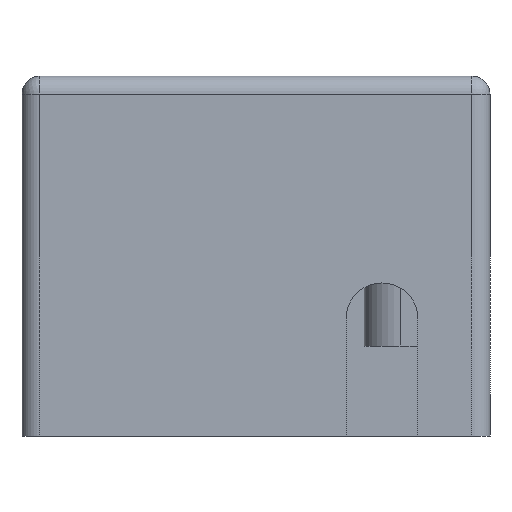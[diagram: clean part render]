
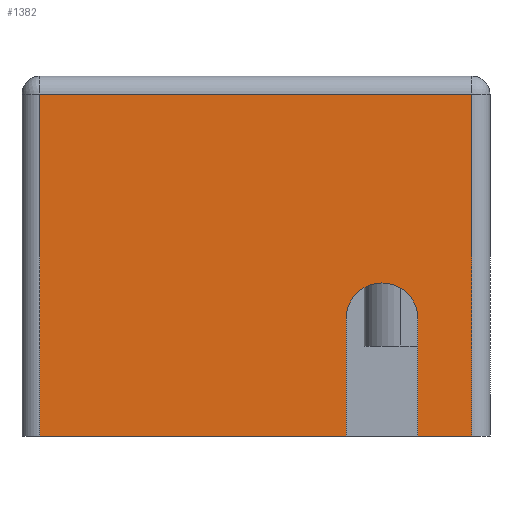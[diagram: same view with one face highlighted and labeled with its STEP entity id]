
A CAD part, left-side view. The second image highlights one B-rep face of the part: STEP entity #1382.
In plain terms, the highlighted planar face has unit normal (-1, 0, 0).
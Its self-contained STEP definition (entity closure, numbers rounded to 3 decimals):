
#43=CIRCLE('',#1464,2.);
#157=FACE_OUTER_BOUND('',#240,.T.);
#240=EDGE_LOOP('',(#1062,#1063,#1064,#1065,#1066,#1067,#1068,#1069));
#320=LINE('',#2050,#459);
#328=LINE('',#2074,#467);
#330=LINE('',#2078,#469);
#350=LINE('',#2145,#489);
#364=LINE('',#2200,#503);
#365=LINE('',#2203,#504);
#367=LINE('',#2209,#506);
#459=VECTOR('',#1624,10.);
#467=VECTOR('',#1646,10.);
#469=VECTOR('',#1650,10.);
#489=VECTOR('',#1710,10.);
#503=VECTOR('',#1764,10.);
#504=VECTOR('',#1767,10.);
#506=VECTOR('',#1777,10.);
#596=VERTEX_POINT('',#2047);
#597=VERTEX_POINT('',#2049);
#603=VERTEX_POINT('',#2065);
#604=VERTEX_POINT('',#2066);
#607=VERTEX_POINT('',#2077);
#634=VERTEX_POINT('',#2143);
#655=VERTEX_POINT('',#2196);
#656=VERTEX_POINT('',#2202);
#731=EDGE_CURVE('',#597,#596,#320,.T.);
#739=EDGE_CURVE('',#603,#604,#43,.T.);
#743=EDGE_CURVE('',#596,#603,#328,.T.);
#745=EDGE_CURVE('',#604,#607,#330,.T.);
#779=EDGE_CURVE('',#607,#634,#350,.T.);
#807=EDGE_CURVE('',#597,#655,#364,.T.);
#808=EDGE_CURVE('',#655,#656,#365,.T.);
#812=EDGE_CURVE('',#656,#634,#367,.T.);
#1062=ORIENTED_EDGE('',*,*,#745,.T.);
#1063=ORIENTED_EDGE('',*,*,#779,.T.);
#1064=ORIENTED_EDGE('',*,*,#812,.F.);
#1065=ORIENTED_EDGE('',*,*,#808,.F.);
#1066=ORIENTED_EDGE('',*,*,#807,.F.);
#1067=ORIENTED_EDGE('',*,*,#731,.T.);
#1068=ORIENTED_EDGE('',*,*,#743,.T.);
#1069=ORIENTED_EDGE('',*,*,#739,.T.);
#1329=PLANE('',#1513);
#1382=ADVANCED_FACE('',(#157),#1329,.T.);
#1464=AXIS2_PLACEMENT_3D('',#2067,#1638,#1639);
#1513=AXIS2_PLACEMENT_3D('',#2210,#1778,#1779);
#1624=DIRECTION('',(0.,-1.,0.));
#1638=DIRECTION('center_axis',(1.,0.,0.));
#1639=DIRECTION('ref_axis',(0.,0.,1.));
#1646=DIRECTION('',(0.,0.,1.));
#1650=DIRECTION('',(0.,0.,-1.));
#1710=DIRECTION('',(0.,-1.,0.));
#1764=DIRECTION('',(0.,0.,1.));
#1767=DIRECTION('',(0.,-1.,0.));
#1777=DIRECTION('',(0.,0.,-1.));
#1778=DIRECTION('center_axis',(-1.,0.,0.));
#1779=DIRECTION('ref_axis',(0.,-1.,0.));
#2047=CARTESIAN_POINT('',(-24.,-5.,0.));
#2049=CARTESIAN_POINT('',(-24.,12.,0.));
#2050=CARTESIAN_POINT('',(-24.,13.,0.));
#2065=CARTESIAN_POINT('',(-24.,-5.,6.5));
#2066=CARTESIAN_POINT('',(-24.,-9.,6.5));
#2067=CARTESIAN_POINT('Origin',(-24.,-7.,6.5));
#2074=CARTESIAN_POINT('',(-24.,-5.,0.));
#2077=CARTESIAN_POINT('',(-24.,-9.,0.));
#2078=CARTESIAN_POINT('',(-24.,-9.,3.25));
#2143=CARTESIAN_POINT('',(-24.,-12.,0.));
#2145=CARTESIAN_POINT('',(-24.,13.,0.));
#2196=CARTESIAN_POINT('',(-24.,12.,19.));
#2200=CARTESIAN_POINT('',(-24.,12.,0.));
#2202=CARTESIAN_POINT('',(-24.,-12.,19.));
#2203=CARTESIAN_POINT('',(-24.,6.5,19.));
#2209=CARTESIAN_POINT('',(-24.,-12.,0.));
#2210=CARTESIAN_POINT('Origin',(-24.,13.,0.));
